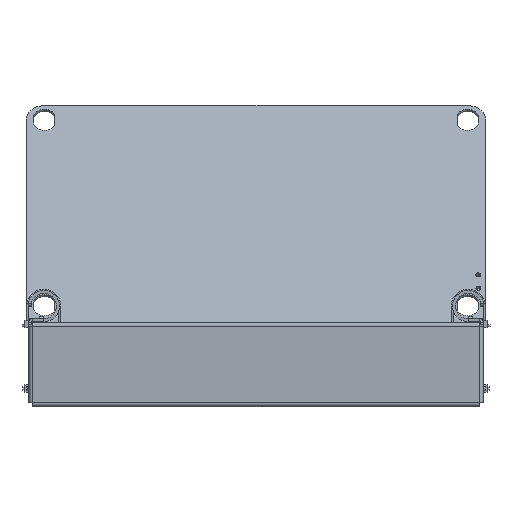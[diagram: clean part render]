
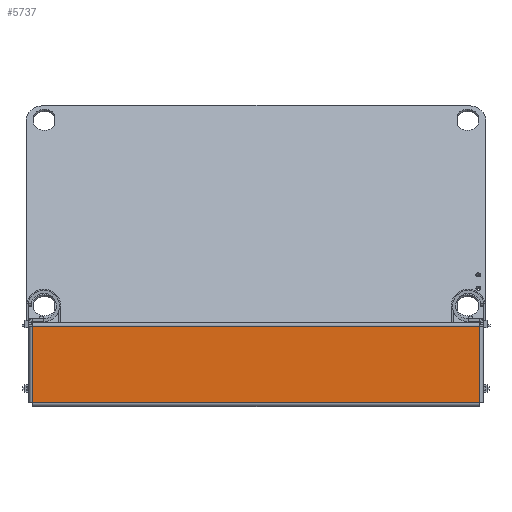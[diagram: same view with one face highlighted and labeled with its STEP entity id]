
A CAD part, front view. The second image highlights one B-rep face of the part: STEP entity #5737.
In plain terms, the highlighted planar face has unit normal (0, -1, 0).
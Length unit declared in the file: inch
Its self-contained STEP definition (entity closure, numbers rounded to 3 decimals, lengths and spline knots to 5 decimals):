
#512 = VERTEX_POINT ( 'NONE', #6805 ) ;
#683 = LINE ( 'NONE', #7250, #2464 ) ;
#756 = DIRECTION ( 'NONE',  ( -1., 0., 0. ) ) ;
#761 = CARTESIAN_POINT ( 'NONE',  ( 11.625, 0., -2. ) ) ;
#764 = LINE ( 'NONE', #761, #7079 ) ;
#766 = CARTESIAN_POINT ( 'NONE',  ( 11.625, 0., 2. ) ) ;
#923 = AXIS2_PLACEMENT_3D ( 'NONE', #6491, #6488, #6467 ) ;
#1139 = VECTOR ( 'NONE', #4534, 39.37008 ) ;
#1400 = VECTOR ( 'NONE', #3701, 39.37008 ) ;
#1432 = VERTEX_POINT ( 'NONE', #3687 ) ;
#1965 = VERTEX_POINT ( 'NONE', #766 ) ;
#1966 = EDGE_CURVE ( 'NONE', #1432, #3558, #764, .T. ) ;
#2267 = CARTESIAN_POINT ( 'NONE',  ( -11.625, 0., -2. ) ) ;
#2464 = VECTOR ( 'NONE', #4526, 39.37008 ) ;
#2953 = ORIENTED_EDGE ( 'NONE', *, *, #3952, .F. ) ;
#3265 = EDGE_LOOP ( 'NONE', ( #2953, #6581, #6534, #3413 ) ) ;
#3413 = ORIENTED_EDGE ( 'NONE', *, *, #6324, .F. ) ;
#3558 = VERTEX_POINT ( 'NONE', #2267 ) ;
#3656 = LINE ( 'NONE', #3680, #1400 ) ;
#3680 = CARTESIAN_POINT ( 'NONE',  ( 11.625, 0., 2. ) ) ;
#3687 = CARTESIAN_POINT ( 'NONE',  ( 11.625, 0., -2. ) ) ;
#3701 = DIRECTION ( 'NONE',  ( 0., 0., -1. ) ) ;
#3952 = EDGE_CURVE ( 'NONE', #3558, #512, #683, .T. ) ;
#4526 = DIRECTION ( 'NONE',  ( 0., 0., 1. ) ) ;
#4534 = DIRECTION ( 'NONE',  ( 1., 0., 0. ) ) ;
#4559 = CARTESIAN_POINT ( 'NONE',  ( 11.625, 0., 2. ) ) ;
#4561 = LINE ( 'NONE', #4559, #1139 ) ;
#4710 = EDGE_CURVE ( 'NONE', #1965, #1432, #3656, .T. ) ;
#5737 = ADVANCED_FACE ( 'NONE', ( #6508 ), #6507, .F. ) ;
#6324 = EDGE_CURVE ( 'NONE', #512, #1965, #4561, .T. ) ;
#6467 = DIRECTION ( 'NONE',  ( 0., 0., 1. ) ) ;
#6488 = DIRECTION ( 'NONE',  ( 0., 1., 0. ) ) ;
#6491 = CARTESIAN_POINT ( 'NONE',  ( 0., 0., 0. ) ) ;
#6507 = PLANE ( 'NONE',  #923 ) ;
#6508 = FACE_OUTER_BOUND ( 'NONE', #3265, .T. ) ;
#6534 = ORIENTED_EDGE ( 'NONE', *, *, #4710, .F. ) ;
#6581 = ORIENTED_EDGE ( 'NONE', *, *, #1966, .F. ) ;
#6805 = CARTESIAN_POINT ( 'NONE',  ( -11.625, 0., 2. ) ) ;
#7079 = VECTOR ( 'NONE', #756, 39.37008 ) ;
#7250 = CARTESIAN_POINT ( 'NONE',  ( -11.625, 0., 2. ) ) ;
